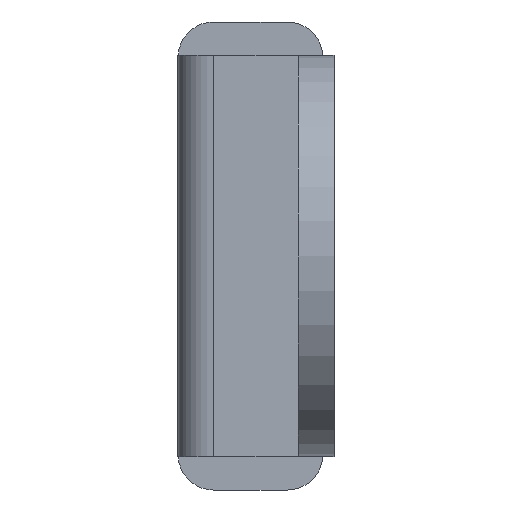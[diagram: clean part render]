
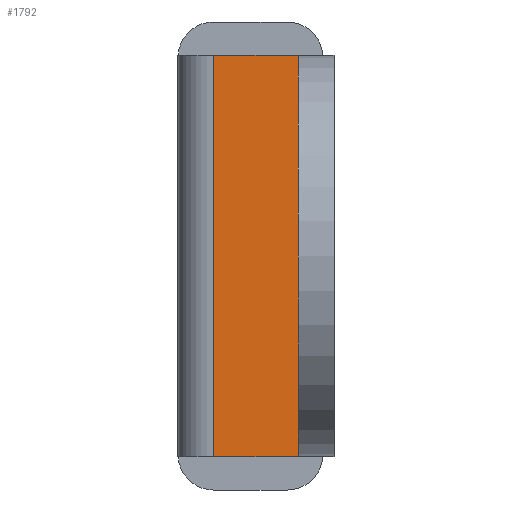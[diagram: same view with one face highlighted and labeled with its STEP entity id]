
A CAD part, left-side view. The second image highlights one B-rep face of the part: STEP entity #1792.
In plain terms, the highlighted planar face has unit normal (-1, 0, 0).
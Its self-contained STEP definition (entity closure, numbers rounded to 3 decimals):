
#30 = VECTOR ( 'NONE', #285, 1000. ) ;
#102 = VERTEX_POINT ( 'NONE', #540 ) ;
#114 = VERTEX_POINT ( 'NONE', #528 ) ;
#126 = VERTEX_POINT ( 'NONE', #516 ) ;
#127 = VERTEX_POINT ( 'NONE', #515 ) ;
#129 = ORIENTED_EDGE ( 'NONE', *, *, #1714, .F. ) ;
#130 = ORIENTED_EDGE ( 'NONE', *, *, #1666, .F. ) ;
#131 = ORIENTED_EDGE ( 'NONE', *, *, #1729, .T. ) ;
#133 = ORIENTED_EDGE ( 'NONE', *, *, #1751, .T. ) ;
#285 = DIRECTION ( 'NONE',  ( 0., 0., -1. ) ) ;
#286 = CARTESIAN_POINT ( 'NONE',  ( -10.5, 1.6, 9. ) ) ;
#375 = DIRECTION ( 'NONE',  ( 0., 0., -1. ) ) ;
#425 = CARTESIAN_POINT ( 'NONE',  ( -10.5, 5.4, 9. ) ) ;
#515 = CARTESIAN_POINT ( 'NONE',  ( -10.5, 1.6, 9. ) ) ;
#516 = CARTESIAN_POINT ( 'NONE',  ( -10.5, 1.6, -9. ) ) ;
#528 = CARTESIAN_POINT ( 'NONE',  ( -10.5, 5.4, 9. ) ) ;
#540 = CARTESIAN_POINT ( 'NONE',  ( -10.5, 5.4, -9. ) ) ;
#596 = LINE ( 'NONE', #286, #30 ) ;
#633 = LINE ( 'NONE', #2067, #933 ) ;
#646 = LINE ( 'NONE', #2015, #952 ) ;
#677 = LINE ( 'NONE', #425, #974 ) ;
#681 = FACE_OUTER_BOUND ( 'NONE', #789, .T. ) ;
#789 = EDGE_LOOP ( 'NONE', ( #131, #130, #129, #133 ) ) ;
#933 = VECTOR ( 'NONE', #2066, 1000. ) ;
#952 = VECTOR ( 'NONE', #2014, 1000. ) ;
#974 = VECTOR ( 'NONE', #375, 1000. ) ;
#1083 = PLANE ( 'NONE',  #1463 ) ;
#1093 = CARTESIAN_POINT ( 'NONE',  ( -10.5, 1.6, 9. ) ) ;
#1095 = DIRECTION ( 'NONE',  ( 1., 0., 0. ) ) ;
#1106 = DIRECTION ( 'NONE',  ( 0., 0., -1. ) ) ;
#1463 = AXIS2_PLACEMENT_3D ( 'NONE', #1093, #1095, #1106 ) ;
#1666 = EDGE_CURVE ( 'NONE', #127, #126, #596, .T. ) ;
#1714 = EDGE_CURVE ( 'NONE', #114, #127, #633, .T. ) ;
#1729 = EDGE_CURVE ( 'NONE', #102, #126, #646, .T. ) ;
#1751 = EDGE_CURVE ( 'NONE', #114, #102, #677, .T. ) ;
#1792 = ADVANCED_FACE ( 'NONE', ( #681 ), #1083, .F. ) ;
#2014 = DIRECTION ( 'NONE',  ( 0., -1., 0. ) ) ;
#2015 = CARTESIAN_POINT ( 'NONE',  ( -10.5, 1.6, -9. ) ) ;
#2066 = DIRECTION ( 'NONE',  ( 0., -1., 0. ) ) ;
#2067 = CARTESIAN_POINT ( 'NONE',  ( -10.5, 1.6, 9. ) ) ;
